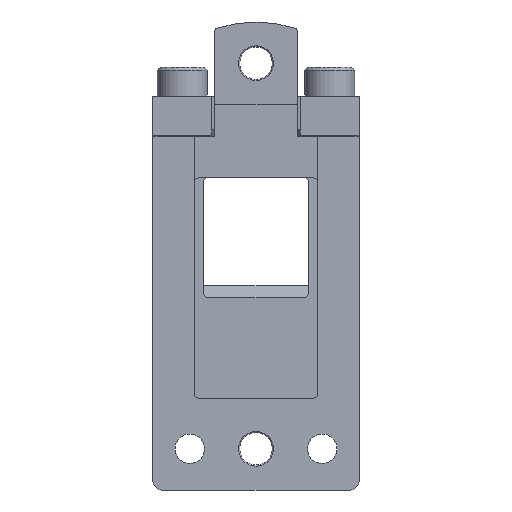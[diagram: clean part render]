
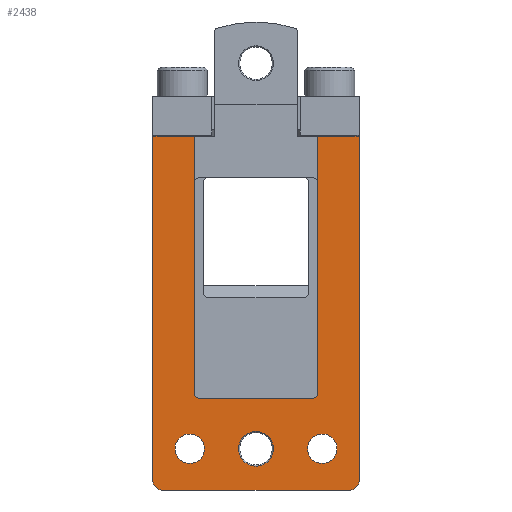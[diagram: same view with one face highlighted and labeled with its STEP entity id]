
A CAD part, front view. The second image highlights one B-rep face of the part: STEP entity #2438.
In plain terms, the highlighted planar face has unit normal (0, -1, 0).
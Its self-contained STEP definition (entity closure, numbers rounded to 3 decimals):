
#130=LINE('',#3687,#355);
#131=LINE('',#3690,#356);
#132=LINE('',#3692,#357);
#133=LINE('',#3696,#358);
#134=LINE('',#3700,#359);
#135=LINE('',#3702,#360);
#136=LINE('',#3704,#361);
#137=LINE('',#3708,#362);
#355=VECTOR('',#2914,1000.);
#356=VECTOR('',#2915,1000.);
#357=VECTOR('',#2916,1000.);
#358=VECTOR('',#2919,1000.);
#359=VECTOR('',#2922,1000.);
#360=VECTOR('',#2923,1000.);
#361=VECTOR('',#2924,1000.);
#362=VECTOR('',#2927,1000.);
#580=ORIENTED_EDGE('',*,*,#1274,.T.);
#581=ORIENTED_EDGE('',*,*,#1275,.T.);
#582=ORIENTED_EDGE('',*,*,#1276,.F.);
#583=ORIENTED_EDGE('',*,*,#1277,.T.);
#584=ORIENTED_EDGE('',*,*,#1278,.F.);
#585=ORIENTED_EDGE('',*,*,#1279,.T.);
#586=ORIENTED_EDGE('',*,*,#1280,.F.);
#587=ORIENTED_EDGE('',*,*,#1281,.F.);
#588=ORIENTED_EDGE('',*,*,#1282,.F.);
#589=ORIENTED_EDGE('',*,*,#1283,.F.);
#590=ORIENTED_EDGE('',*,*,#1284,.F.);
#591=ORIENTED_EDGE('',*,*,#1285,.T.);
#592=ORIENTED_EDGE('',*,*,#1286,.T.);
#593=ORIENTED_EDGE('',*,*,#1287,.T.);
#594=ORIENTED_EDGE('',*,*,#1288,.T.);
#1274=EDGE_CURVE('',#1621,#1621,#1852,.T.);
#1275=EDGE_CURVE('',#1622,#1622,#1853,.T.);
#1276=EDGE_CURVE('',#1623,#1623,#1854,.T.);
#1277=EDGE_CURVE('',#1624,#1625,#130,.T.);
#1278=EDGE_CURVE('',#1626,#1625,#131,.T.);
#1279=EDGE_CURVE('',#1626,#1627,#132,.T.);
#1280=EDGE_CURVE('',#1628,#1627,#1855,.T.);
#1281=EDGE_CURVE('',#1629,#1628,#133,.T.);
#1282=EDGE_CURVE('',#1630,#1629,#1856,.T.);
#1283=EDGE_CURVE('',#1631,#1630,#134,.T.);
#1284=EDGE_CURVE('',#1632,#1631,#135,.T.);
#1285=EDGE_CURVE('',#1632,#1633,#136,.T.);
#1286=EDGE_CURVE('',#1633,#1634,#1857,.T.);
#1287=EDGE_CURVE('',#1634,#1635,#137,.T.);
#1288=EDGE_CURVE('',#1635,#1624,#1858,.T.);
#1621=VERTEX_POINT('',#3682);
#1622=VERTEX_POINT('',#3684);
#1623=VERTEX_POINT('',#3686);
#1624=VERTEX_POINT('',#3688);
#1625=VERTEX_POINT('',#3689);
#1626=VERTEX_POINT('',#3691);
#1627=VERTEX_POINT('',#3693);
#1628=VERTEX_POINT('',#3695);
#1629=VERTEX_POINT('',#3697);
#1630=VERTEX_POINT('',#3699);
#1631=VERTEX_POINT('',#3701);
#1632=VERTEX_POINT('',#3703);
#1633=VERTEX_POINT('',#3705);
#1634=VERTEX_POINT('',#3707);
#1635=VERTEX_POINT('',#3709);
#1852=CIRCLE('',#2631,2.5);
#1853=CIRCLE('',#2632,2.5);
#1854=CIRCLE('',#2633,2.95);
#1855=CIRCLE('',#2634,1.5);
#1856=CIRCLE('',#2635,1.5);
#1857=CIRCLE('',#2636,1.);
#1858=CIRCLE('',#2637,1.);
#1940=EDGE_LOOP('',(#580));
#1941=EDGE_LOOP('',(#581));
#1942=EDGE_LOOP('',(#582));
#1943=EDGE_LOOP('',(#583,#584,#585,#586,#587,#588,#589,#590,#591,#592,#593,
#594));
#2137=FACE_BOUND('',#1940,.T.);
#2138=FACE_BOUND('',#1941,.T.);
#2139=FACE_BOUND('',#1942,.T.);
#2140=FACE_BOUND('',#1943,.T.);
#2337=PLANE('',#2630);
#2438=ADVANCED_FACE('',(#2137,#2138,#2139,#2140),#2337,.F.);
#2630=AXIS2_PLACEMENT_3D('',#3680,#2906,#2907);
#2631=AXIS2_PLACEMENT_3D('',#3681,#2908,#2909);
#2632=AXIS2_PLACEMENT_3D('',#3683,#2910,#2911);
#2633=AXIS2_PLACEMENT_3D('',#3685,#2912,#2913);
#2634=AXIS2_PLACEMENT_3D('',#3694,#2917,#2918);
#2635=AXIS2_PLACEMENT_3D('',#3698,#2920,#2921);
#2636=AXIS2_PLACEMENT_3D('',#3706,#2925,#2926);
#2637=AXIS2_PLACEMENT_3D('',#3710,#2928,#2929);
#2906=DIRECTION('',(0.,1.,0.));
#2907=DIRECTION('',(0.,0.,1.));
#2908=DIRECTION('',(0.,1.,0.));
#2909=DIRECTION('',(0.,0.,1.));
#2910=DIRECTION('',(0.,1.,0.));
#2911=DIRECTION('',(0.,0.,1.));
#2912=DIRECTION('',(0.,-1.,0.));
#2913=DIRECTION('',(0.,0.,-1.));
#2914=DIRECTION('',(0.,0.,1.));
#2915=DIRECTION('',(1.,0.,0.));
#2916=DIRECTION('',(0.,0.,-1.));
#2917=DIRECTION('',(0.,1.,0.));
#2918=DIRECTION('',(1.,0.,0.));
#2919=DIRECTION('',(-1.,0.,0.));
#2920=DIRECTION('',(0.,1.,0.));
#2921=DIRECTION('',(1.,0.,0.));
#2922=DIRECTION('',(0.,0.,-1.));
#2923=DIRECTION('',(1.,0.,0.));
#2924=DIRECTION('',(0.,0.,-1.));
#2925=DIRECTION('',(0.,1.,0.));
#2926=DIRECTION('',(1.,0.,0.));
#2927=DIRECTION('',(-1.,0.,0.));
#2928=DIRECTION('',(0.,1.,0.));
#2929=DIRECTION('',(1.,0.,0.));
#3680=CARTESIAN_POINT('',(17.5,0.,0.));
#3681=CARTESIAN_POINT('',(11.25,0.,-72.5));
#3682=CARTESIAN_POINT('',(11.25,0.,-70.));
#3683=CARTESIAN_POINT('',(-11.25,0.,-72.5));
#3684=CARTESIAN_POINT('',(-11.25,0.,-70.));
#3685=CARTESIAN_POINT('',(0.,0.,-72.5));
#3686=CARTESIAN_POINT('',(0.,0.,-75.45));
#3687=CARTESIAN_POINT('',(-10.5,0.,-63.));
#3688=CARTESIAN_POINT('',(-10.5,0.,-63.));
#3689=CARTESIAN_POINT('',(-10.5,0.,-19.4));
#3690=CARTESIAN_POINT('',(-17.5,0.,-19.4));
#3691=CARTESIAN_POINT('',(-17.5,0.,-19.4));
#3692=CARTESIAN_POINT('',(-17.5,0.,0.));
#3693=CARTESIAN_POINT('',(-17.5,0.,-78.));
#3694=CARTESIAN_POINT('',(-16.,0.,-78.));
#3695=CARTESIAN_POINT('',(-16.,0.,-79.5));
#3696=CARTESIAN_POINT('',(17.5,0.,-79.5));
#3697=CARTESIAN_POINT('',(16.,0.,-79.5));
#3698=CARTESIAN_POINT('',(16.,0.,-78.));
#3699=CARTESIAN_POINT('',(17.5,0.,-78.));
#3700=CARTESIAN_POINT('',(17.5,0.,0.));
#3701=CARTESIAN_POINT('',(17.5,0.,-19.4));
#3702=CARTESIAN_POINT('',(7.,0.,-19.4));
#3703=CARTESIAN_POINT('',(10.5,0.,-19.4));
#3704=CARTESIAN_POINT('',(10.5,0.,-27.4));
#3705=CARTESIAN_POINT('',(10.5,0.,-63.));
#3706=CARTESIAN_POINT('',(9.5,0.,-63.));
#3707=CARTESIAN_POINT('',(9.5,0.,-64.));
#3708=CARTESIAN_POINT('',(9.5,0.,-64.));
#3709=CARTESIAN_POINT('',(-9.5,0.,-64.));
#3710=CARTESIAN_POINT('',(-9.5,0.,-63.));
